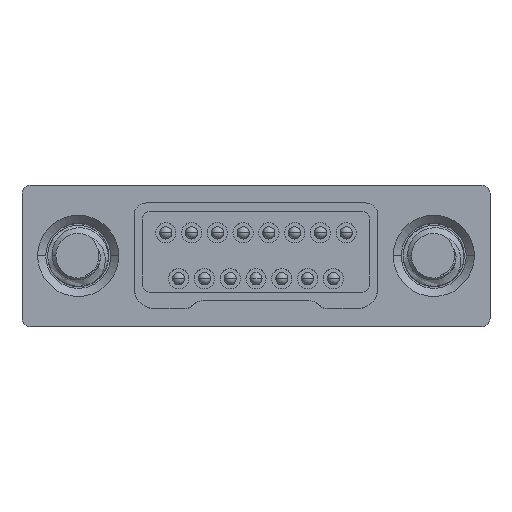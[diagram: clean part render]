
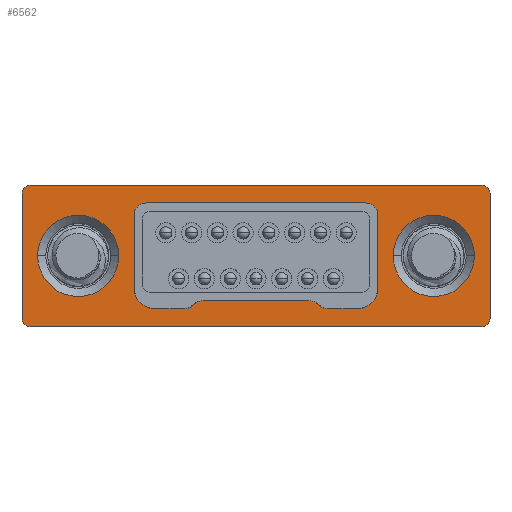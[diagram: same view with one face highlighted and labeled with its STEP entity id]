
A CAD part, top view. The second image highlights one B-rep face of the part: STEP entity #6562.
In plain terms, the highlighted planar face has unit normal (0, 0, 1).
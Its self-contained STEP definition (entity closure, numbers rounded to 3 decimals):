
#259=CARTESIAN_POINT('',(4.853,3.051,27.95));
#260=DIRECTION('',(0.,0.,1.));
#261=DIRECTION('',(1.,0.,0.));
#262=AXIS2_PLACEMENT_3D('',#259,#260,#261);
#264=CARTESIAN_POINT('',(4.853,-0.029,27.95));
#265=DIRECTION('',(0.,0.,1.));
#266=DIRECTION('',(0.,-1.,0.));
#267=AXIS2_PLACEMENT_3D('',#264,#265,#266);
#269=CARTESIAN_POINT('',(-6.277,-0.029,27.95));
#270=DIRECTION('',(0.,0.,1.));
#271=DIRECTION('',(-1.,0.,0.));
#272=AXIS2_PLACEMENT_3D('',#269,#270,#271);
#274=CARTESIAN_POINT('',(-6.277,3.051,27.95));
#275=DIRECTION('',(0.,0.,1.));
#276=DIRECTION('',(0.,1.,0.));
#277=AXIS2_PLACEMENT_3D('',#274,#275,#276);
#279=CARTESIAN_POINT('',(-5.092,1.511,27.95));
#280=DIRECTION('',(0.,0.,-1.));
#281=DIRECTION('',(1.,0.,0.));
#282=AXIS2_PLACEMENT_3D('',#279,#280,#281);
#284=CARTESIAN_POINT('',(-5.092,1.511,27.95));
#285=DIRECTION('',(0.,0.,-1.));
#286=DIRECTION('',(-1.,0.,0.));
#287=AXIS2_PLACEMENT_3D('',#284,#285,#286);
#289=CARTESIAN_POINT('',(3.668,1.511,27.95));
#290=DIRECTION('',(0.,0.,-1.));
#291=DIRECTION('',(1.,0.,0.));
#292=AXIS2_PLACEMENT_3D('',#289,#290,#291);
#294=CARTESIAN_POINT('',(3.668,1.511,27.95));
#295=DIRECTION('',(0.,0.,-1.));
#296=DIRECTION('',(-1.,0.,0.));
#297=AXIS2_PLACEMENT_3D('',#294,#295,#296);
#299=DIRECTION('',(-1.,0.,0.));
#300=VECTOR('',#299,0.737);
#301=CARTESIAN_POINT('',(1.788,0.211,27.95));
#302=LINE('',#301,#300);
#303=CARTESIAN_POINT('',(1.788,0.711,27.95));
#304=DIRECTION('',(0.,0.,-1.));
#305=DIRECTION('',(1.,0.,0.));
#306=AXIS2_PLACEMENT_3D('',#303,#304,#305);
#308=CARTESIAN_POINT('',(1.988,2.511,27.95));
#309=DIRECTION('',(0.,0.,-1.));
#310=DIRECTION('',(0.,1.,0.));
#311=AXIS2_PLACEMENT_3D('',#308,#309,#310);
#313=CARTESIAN_POINT('',(-3.412,2.511,27.95));
#314=DIRECTION('',(0.,0.,-1.));
#315=DIRECTION('',(-1.,0.,0.));
#316=AXIS2_PLACEMENT_3D('',#313,#314,#315);
#318=CARTESIAN_POINT('',(-3.212,0.711,27.95));
#319=DIRECTION('',(0.,0.,-1.));
#320=DIRECTION('',(0.,-1.,0.));
#321=AXIS2_PLACEMENT_3D('',#318,#319,#320);
#323=CARTESIAN_POINT('',(-2.475,0.511,27.95));
#324=DIRECTION('',(0.,0.,-1.));
#325=DIRECTION('',(0.609,-0.793,0.));
#326=AXIS2_PLACEMENT_3D('',#323,#324,#325);
#328=DIRECTION('',(-0.793,-0.609,0.));
#329=VECTOR('',#328,0.125);
#330=CARTESIAN_POINT('',(-2.193,0.349,27.95));
#331=LINE('',#330,#329);
#332=CARTESIAN_POINT('',(-2.01,0.111,27.95));
#333=DIRECTION('',(0.,0.,1.));
#334=DIRECTION('',(0.,1.,0.));
#335=AXIS2_PLACEMENT_3D('',#332,#333,#334);
#337=CARTESIAN_POINT('',(0.586,0.111,27.95));
#338=DIRECTION('',(0.,0.,1.));
#339=DIRECTION('',(0.609,0.793,0.));
#340=AXIS2_PLACEMENT_3D('',#337,#338,#339);
#342=DIRECTION('',(-0.793,0.609,0.));
#343=VECTOR('',#342,0.125);
#344=CARTESIAN_POINT('',(0.868,0.273,27.95));
#345=LINE('',#344,#343);
#346=CARTESIAN_POINT('',(1.05,0.511,27.95));
#347=DIRECTION('',(0.,0.,-1.));
#348=DIRECTION('',(0.,-1.,0.));
#349=AXIS2_PLACEMENT_3D('',#346,#347,#348);
#351=DIRECTION('',(-1.,0.,0.));
#352=VECTOR('',#351,11.13);
#353=CARTESIAN_POINT('',(4.853,3.251,27.95));
#354=LINE('',#353,#352);
#419=DIRECTION('',(0.,-1.,0.));
#420=VECTOR('',#419,3.08);
#421=CARTESIAN_POINT('',(-6.477,3.051,27.95));
#422=LINE('',#421,#420);
#435=DIRECTION('',(1.,0.,0.));
#436=VECTOR('',#435,11.13);
#437=CARTESIAN_POINT('',(-6.277,-0.229,27.95));
#438=LINE('',#437,#436);
#451=DIRECTION('',(0.,1.,0.));
#452=VECTOR('',#451,3.08);
#453=CARTESIAN_POINT('',(5.053,-0.029,27.95));
#454=LINE('',#453,#452);
#4259=DIRECTION('',(0.,-1.,0.));
#4260=VECTOR('',#4259,1.8);
#4261=CARTESIAN_POINT('',(2.288,2.511,27.95));
#4262=LINE('',#4261,#4260);
#4271=DIRECTION('',(1.,0.,0.));
#4272=VECTOR('',#4271,5.4);
#4273=CARTESIAN_POINT('',(-3.412,2.811,27.95));
#4274=LINE('',#4273,#4272);
#4287=DIRECTION('',(0.,1.,0.));
#4288=VECTOR('',#4287,1.8);
#4289=CARTESIAN_POINT('',(-3.712,0.711,27.95));
#4290=LINE('',#4289,#4288);
#4307=DIRECTION('',(-1.,0.,0.));
#4308=VECTOR('',#4307,0.737);
#4309=CARTESIAN_POINT('',(-2.475,0.211,27.95));
#4310=LINE('',#4309,#4308);
#4327=DIRECTION('',(-1.,0.,0.));
#4328=VECTOR('',#4327,2.596);
#4329=CARTESIAN_POINT('',(0.586,0.411,27.95));
#4330=LINE('',#4329,#4328);
#5753=CARTESIAN_POINT('',(1.788,0.211,27.95));
#5754=CARTESIAN_POINT('',(1.05,0.211,27.95));
#5755=VERTEX_POINT('',#5753);
#5756=VERTEX_POINT('',#5754);
#5757=CARTESIAN_POINT('',(4.853,3.251,27.95));
#5758=CARTESIAN_POINT('',(-6.277,3.251,27.95));
#5759=VERTEX_POINT('',#5757);
#5760=VERTEX_POINT('',#5758);
#5761=CARTESIAN_POINT('',(5.053,3.051,27.95));
#5762=VERTEX_POINT('',#5761);
#5763=CARTESIAN_POINT('',(5.053,-0.029,27.95));
#5764=VERTEX_POINT('',#5763);
#5765=CARTESIAN_POINT('',(4.853,-0.229,27.95));
#5766=VERTEX_POINT('',#5765);
#5767=CARTESIAN_POINT('',(-6.277,-0.229,27.95));
#5768=VERTEX_POINT('',#5767);
#5769=CARTESIAN_POINT('',(-6.477,-0.029,27.95));
#5770=VERTEX_POINT('',#5769);
#5771=CARTESIAN_POINT('',(-6.477,3.051,27.95));
#5772=VERTEX_POINT('',#5771);
#5773=CARTESIAN_POINT('',(-4.092,1.511,27.95));
#5774=CARTESIAN_POINT('',(-6.092,1.511,27.95));
#5775=VERTEX_POINT('',#5773);
#5776=VERTEX_POINT('',#5774);
#5777=CARTESIAN_POINT('',(4.668,1.511,27.95));
#5778=CARTESIAN_POINT('',(2.668,1.511,27.95));
#5779=VERTEX_POINT('',#5777);
#5780=VERTEX_POINT('',#5778);
#5781=CARTESIAN_POINT('',(2.288,0.711,27.95));
#5782=VERTEX_POINT('',#5781);
#5783=CARTESIAN_POINT('',(2.288,2.511,27.95));
#5784=VERTEX_POINT('',#5783);
#5785=CARTESIAN_POINT('',(1.988,2.811,27.95));
#5786=VERTEX_POINT('',#5785);
#5787=CARTESIAN_POINT('',(-3.412,2.811,27.95));
#5788=VERTEX_POINT('',#5787);
#5789=CARTESIAN_POINT('',(-3.712,2.511,27.95));
#5790=VERTEX_POINT('',#5789);
#5791=CARTESIAN_POINT('',(-3.712,0.711,27.95));
#5792=VERTEX_POINT('',#5791);
#5793=CARTESIAN_POINT('',(-3.212,0.211,27.95));
#5794=VERTEX_POINT('',#5793);
#5795=CARTESIAN_POINT('',(-2.475,0.211,27.95));
#5796=VERTEX_POINT('',#5795);
#5797=CARTESIAN_POINT('',(-2.292,0.273,27.95));
#5798=VERTEX_POINT('',#5797);
#5799=CARTESIAN_POINT('',(-2.193,0.349,27.95));
#5800=VERTEX_POINT('',#5799);
#5801=CARTESIAN_POINT('',(-2.01,0.411,27.95));
#5802=VERTEX_POINT('',#5801);
#5803=CARTESIAN_POINT('',(0.586,0.411,27.95));
#5804=VERTEX_POINT('',#5803);
#5805=CARTESIAN_POINT('',(0.768,0.349,27.95));
#5806=VERTEX_POINT('',#5805);
#5807=CARTESIAN_POINT('',(0.868,0.273,27.95));
#5808=VERTEX_POINT('',#5807);
#6494=CARTESIAN_POINT('',(-0.712,1.511,27.95));
#6495=DIRECTION('',(0.,0.,1.));
#6496=DIRECTION('',(1.,0.,0.));
#6497=AXIS2_PLACEMENT_3D('',#6494,#6495,#6496);
#6498=PLANE('',#6497);
#6500=ORIENTED_EDGE('',*,*,#6499,.F.);
#6502=ORIENTED_EDGE('',*,*,#6501,.F.);
#6504=ORIENTED_EDGE('',*,*,#6503,.F.);
#6506=ORIENTED_EDGE('',*,*,#6505,.F.);
#6508=ORIENTED_EDGE('',*,*,#6507,.F.);
#6510=ORIENTED_EDGE('',*,*,#6509,.F.);
#6512=ORIENTED_EDGE('',*,*,#6511,.F.);
#6514=ORIENTED_EDGE('',*,*,#6513,.F.);
#6515=EDGE_LOOP('',(#6500,#6502,#6504,#6506,#6508,#6510,#6512,#6514));
#6516=FACE_OUTER_BOUND('',#6515,.F.);
#6518=ORIENTED_EDGE('',*,*,#6517,.F.);
#6520=ORIENTED_EDGE('',*,*,#6519,.F.);
#6521=EDGE_LOOP('',(#6518,#6520));
#6522=FACE_BOUND('',#6521,.F.);
#6524=ORIENTED_EDGE('',*,*,#6523,.F.);
#6526=ORIENTED_EDGE('',*,*,#6525,.F.);
#6527=EDGE_LOOP('',(#6524,#6526));
#6528=FACE_BOUND('',#6527,.F.);
#6529=ORIENTED_EDGE('',*,*,#6484,.F.);
#6531=ORIENTED_EDGE('',*,*,#6530,.F.);
#6533=ORIENTED_EDGE('',*,*,#6532,.F.);
#6535=ORIENTED_EDGE('',*,*,#6534,.F.);
#6537=ORIENTED_EDGE('',*,*,#6536,.F.);
#6539=ORIENTED_EDGE('',*,*,#6538,.F.);
#6541=ORIENTED_EDGE('',*,*,#6540,.F.);
#6543=ORIENTED_EDGE('',*,*,#6542,.F.);
#6545=ORIENTED_EDGE('',*,*,#6544,.F.);
#6547=ORIENTED_EDGE('',*,*,#6546,.F.);
#6549=ORIENTED_EDGE('',*,*,#6548,.F.);
#6551=ORIENTED_EDGE('',*,*,#6550,.F.);
#6553=ORIENTED_EDGE('',*,*,#6552,.F.);
#6555=ORIENTED_EDGE('',*,*,#6554,.F.);
#6557=ORIENTED_EDGE('',*,*,#6556,.F.);
#6559=ORIENTED_EDGE('',*,*,#6558,.F.);
#6560=EDGE_LOOP('',(#6529,#6531,#6533,#6535,#6537,#6539,#6541,#6543,#6545,#6547,
#6549,#6551,#6553,#6555,#6557,#6559));
#6561=FACE_BOUND('',#6560,.F.);
#263=CIRCLE('',#262,0.2);
#268=CIRCLE('',#267,0.2);
#273=CIRCLE('',#272,0.2);
#278=CIRCLE('',#277,0.2);
#283=CIRCLE('',#282,1.);
#288=CIRCLE('',#287,1.);
#293=CIRCLE('',#292,1.);
#298=CIRCLE('',#297,1.);
#307=CIRCLE('',#306,0.5);
#312=CIRCLE('',#311,0.3);
#317=CIRCLE('',#316,0.3);
#322=CIRCLE('',#321,0.5);
#327=CIRCLE('',#326,0.3);
#336=CIRCLE('',#335,0.3);
#341=CIRCLE('',#340,0.3);
#350=CIRCLE('',#349,0.3);
#6484=EDGE_CURVE('',#5755,#5756,#302,.T.);
#6499=EDGE_CURVE('',#5759,#5760,#354,.T.);
#6501=EDGE_CURVE('',#5762,#5759,#263,.T.);
#6503=EDGE_CURVE('',#5764,#5762,#454,.T.);
#6505=EDGE_CURVE('',#5766,#5764,#268,.T.);
#6507=EDGE_CURVE('',#5768,#5766,#438,.T.);
#6509=EDGE_CURVE('',#5770,#5768,#273,.T.);
#6511=EDGE_CURVE('',#5772,#5770,#422,.T.);
#6513=EDGE_CURVE('',#5760,#5772,#278,.T.);
#6517=EDGE_CURVE('',#5775,#5776,#283,.T.);
#6519=EDGE_CURVE('',#5776,#5775,#288,.T.);
#6523=EDGE_CURVE('',#5779,#5780,#293,.T.);
#6525=EDGE_CURVE('',#5780,#5779,#298,.T.);
#6530=EDGE_CURVE('',#5782,#5755,#307,.T.);
#6532=EDGE_CURVE('',#5784,#5782,#4262,.T.);
#6534=EDGE_CURVE('',#5786,#5784,#312,.T.);
#6536=EDGE_CURVE('',#5788,#5786,#4274,.T.);
#6538=EDGE_CURVE('',#5790,#5788,#317,.T.);
#6540=EDGE_CURVE('',#5792,#5790,#4290,.T.);
#6542=EDGE_CURVE('',#5794,#5792,#322,.T.);
#6544=EDGE_CURVE('',#5796,#5794,#4310,.T.);
#6546=EDGE_CURVE('',#5798,#5796,#327,.T.);
#6548=EDGE_CURVE('',#5800,#5798,#331,.T.);
#6550=EDGE_CURVE('',#5802,#5800,#336,.T.);
#6552=EDGE_CURVE('',#5804,#5802,#4330,.T.);
#6554=EDGE_CURVE('',#5806,#5804,#341,.T.);
#6556=EDGE_CURVE('',#5808,#5806,#345,.T.);
#6558=EDGE_CURVE('',#5756,#5808,#350,.T.);
#6562=ADVANCED_FACE('',(#6516,#6522,#6528,#6561),#6498,.T.);
